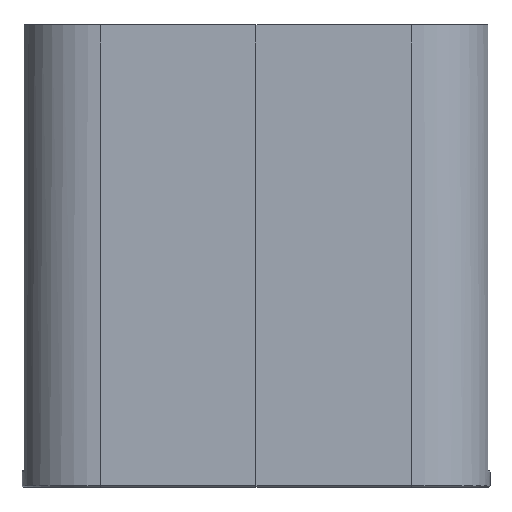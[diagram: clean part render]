
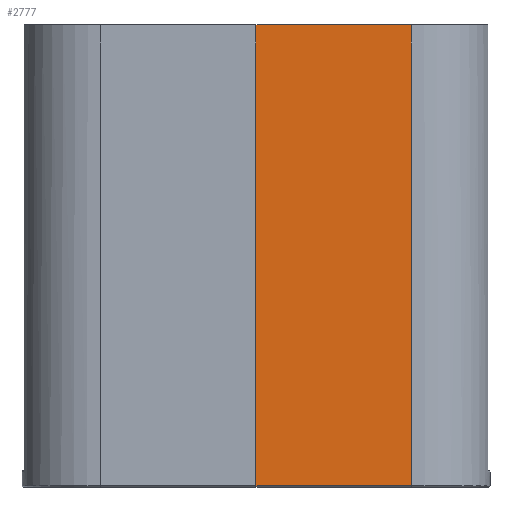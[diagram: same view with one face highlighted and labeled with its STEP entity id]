
A CAD part, left-side view. The second image highlights one B-rep face of the part: STEP entity #2777.
In plain terms, the highlighted planar face has unit normal (-1, 0, 0).
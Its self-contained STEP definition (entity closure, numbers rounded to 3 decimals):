
#2 = CARTESIAN_POINT ( 'NONE',  ( -50.5, 105.4, 179.546 ) ) ;
#109 = DIRECTION ( 'NONE',  ( 0., -1., 0. ) ) ;
#485 = VECTOR ( 'NONE', #1296, 1000. ) ;
#653 = EDGE_CURVE ( 'NONE', #3189, #2726, #2005, .T. ) ;
#734 = PLANE ( 'NONE',  #2854 ) ;
#786 = DIRECTION ( 'NONE',  ( 0., -1., 0. ) ) ;
#1084 = ORIENTED_EDGE ( 'NONE', *, *, #2885, .F. ) ;
#1128 = ORIENTED_EDGE ( 'NONE', *, *, #2167, .F. ) ;
#1263 = EDGE_LOOP ( 'NONE', ( #3062, #1513, #1084, #1128 ) ) ;
#1294 = VERTEX_POINT ( 'NONE', #1775 ) ;
#1296 = DIRECTION ( 'NONE',  ( 0., 0., -1. ) ) ;
#1399 = VECTOR ( 'NONE', #2517, 1000. ) ;
#1406 = CARTESIAN_POINT ( 'NONE',  ( -50.5, 210., 179.546 ) ) ;
#1427 = VECTOR ( 'NONE', #109, 1000. ) ;
#1446 = LINE ( 'NONE', #2338, #2832 ) ;
#1513 = ORIENTED_EDGE ( 'NONE', *, *, #3018, .T. ) ;
#1518 = CARTESIAN_POINT ( 'NONE',  ( -50.5, 210., 1. ) ) ;
#1546 = VERTEX_POINT ( 'NONE', #1844 ) ;
#1775 = CARTESIAN_POINT ( 'NONE',  ( -50.5, 105.4, 311. ) ) ;
#1844 = CARTESIAN_POINT ( 'NONE',  ( -50.5, 105.4, 1. ) ) ;
#2005 = LINE ( 'NONE', #1406, #1399 ) ;
#2014 = CARTESIAN_POINT ( 'NONE',  ( -50.5, 210., 179.546 ) ) ;
#2167 = EDGE_CURVE ( 'NONE', #3189, #1294, #1446, .T. ) ;
#2269 = CARTESIAN_POINT ( 'NONE',  ( -50.5, 210., 311. ) ) ;
#2338 = CARTESIAN_POINT ( 'NONE',  ( -50.5, 210., 311. ) ) ;
#2469 = CARTESIAN_POINT ( 'NONE',  ( -50.5, 210., 1. ) ) ;
#2517 = DIRECTION ( 'NONE',  ( 0., 0., -1. ) ) ;
#2695 = FACE_OUTER_BOUND ( 'NONE', #1263, .T. ) ;
#2726 = VERTEX_POINT ( 'NONE', #1518 ) ;
#2777 = ADVANCED_FACE ( 'NONE', ( #2695 ), #734, .F. ) ;
#2791 = DIRECTION ( 'NONE',  ( 1., 0., 0. ) ) ;
#2832 = VECTOR ( 'NONE', #786, 1000. ) ;
#2854 = AXIS2_PLACEMENT_3D ( 'NONE', #2014, #2791, #3316 ) ;
#2885 = EDGE_CURVE ( 'NONE', #1294, #1546, #3015, .T. ) ;
#3015 = LINE ( 'NONE', #2, #485 ) ;
#3018 = EDGE_CURVE ( 'NONE', #2726, #1546, #3392, .T. ) ;
#3062 = ORIENTED_EDGE ( 'NONE', *, *, #653, .T. ) ;
#3189 = VERTEX_POINT ( 'NONE', #2269 ) ;
#3316 = DIRECTION ( 'NONE',  ( 0., 1., 0. ) ) ;
#3392 = LINE ( 'NONE', #2469, #1427 ) ;
